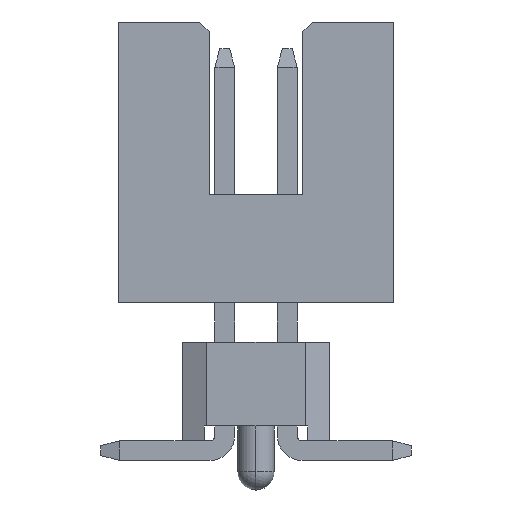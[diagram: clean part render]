
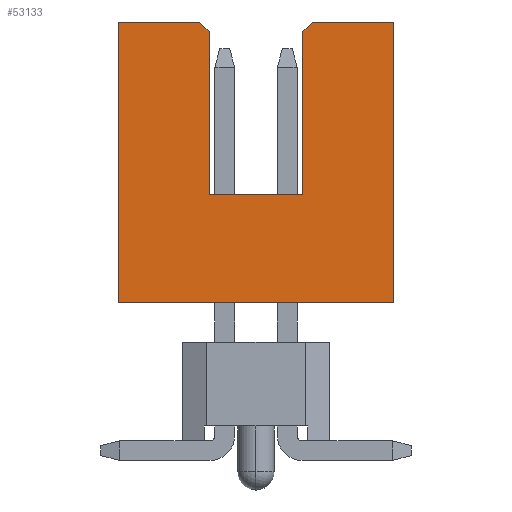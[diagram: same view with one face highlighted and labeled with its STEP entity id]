
A CAD part, left-side view. The second image highlights one B-rep face of the part: STEP entity #53133.
In plain terms, the highlighted planar face has unit normal (-1, 0, 0).
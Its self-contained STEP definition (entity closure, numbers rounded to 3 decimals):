
#762 = EDGE_CURVE ( 'NONE', #36555, #2406, #53606, .T. ) ;
#1949 = VERTEX_POINT ( 'NONE', #43771 ) ;
#2406 = VERTEX_POINT ( 'NONE', #40248 ) ;
#2432 = LINE ( 'NONE', #42078, #33328 ) ;
#3054 = LINE ( 'NONE', #17242, #29620 ) ;
#3230 = VECTOR ( 'NONE', #20681, 1000. ) ;
#5570 = ORIENTED_EDGE ( 'NONE', *, *, #53306, .T. ) ;
#6162 = EDGE_CURVE ( 'NONE', #27769, #8839, #49277, .T. ) ;
#6550 = VECTOR ( 'NONE', #48677, 1000. ) ;
#7516 = VECTOR ( 'NONE', #16100, 1000. ) ;
#7778 = VERTEX_POINT ( 'NONE', #47828 ) ;
#7804 = CARTESIAN_POINT ( 'NONE',  ( -2.77, -2.8, 5.7 ) ) ;
#8657 = EDGE_CURVE ( 'NONE', #27319, #57336, #31537, .T. ) ;
#8839 = VERTEX_POINT ( 'NONE', #34585 ) ;
#10498 = ORIENTED_EDGE ( 'NONE', *, *, #6162, .T. ) ;
#10564 = LINE ( 'NONE', #25628, #7516 ) ;
#11897 = CARTESIAN_POINT ( 'NONE',  ( -2.77, -2.8, 5.7 ) ) ;
#12202 = FACE_OUTER_BOUND ( 'NONE', #25686, .T. ) ;
#15017 = EDGE_CURVE ( 'NONE', #27319, #7778, #10564, .T. ) ;
#15320 = CARTESIAN_POINT ( 'NONE',  ( -2.77, -1.15, 5.7 ) ) ;
#16100 = DIRECTION ( 'NONE',  ( 0., 0.707, -0.707 ) ) ;
#17129 = DIRECTION ( 'NONE',  ( 1., 0., 0. ) ) ;
#17242 = CARTESIAN_POINT ( 'NONE',  ( -2.77, -2.8, 0. ) ) ;
#18358 = DIRECTION ( 'NONE',  ( 0., -1., 0. ) ) ;
#18395 = ORIENTED_EDGE ( 'NONE', *, *, #45863, .T. ) ;
#19872 = CARTESIAN_POINT ( 'NONE',  ( -2.77, -2.8, 5.7 ) ) ;
#20562 = DIRECTION ( 'NONE',  ( 0., 0., -1. ) ) ;
#20681 = DIRECTION ( 'NONE',  ( 0., 0., -1. ) ) ;
#21272 = LINE ( 'NONE', #58864, #3230 ) ;
#25628 = CARTESIAN_POINT ( 'NONE',  ( -2.77, -1.15, 5.7 ) ) ;
#25686 = EDGE_LOOP ( 'NONE', ( #58286, #51350, #48276, #10498, #18395, #58020, #60310, #35123, #5570, #56605 ) ) ;
#26461 = DIRECTION ( 'NONE',  ( 0., 0., -1. ) ) ;
#26719 = DIRECTION ( 'NONE',  ( 0., 1., 0. ) ) ;
#27319 = VERTEX_POINT ( 'NONE', #15320 ) ;
#27769 = VERTEX_POINT ( 'NONE', #44754 ) ;
#27790 = LINE ( 'NONE', #56106, #28750 ) ;
#28154 = EDGE_CURVE ( 'NONE', #58493, #1949, #60005, .T. ) ;
#28750 = VECTOR ( 'NONE', #46556, 1000. ) ;
#29620 = VECTOR ( 'NONE', #59762, 1000. ) ;
#30859 = VECTOR ( 'NONE', #26719, 1000. ) ;
#31537 = LINE ( 'NONE', #7804, #43714 ) ;
#31611 = LINE ( 'NONE', #42073, #45081 ) ;
#33328 = VECTOR ( 'NONE', #18358, 1000. ) ;
#34585 = CARTESIAN_POINT ( 'NONE',  ( -2.77, 2.8, 0. ) ) ;
#35123 = ORIENTED_EDGE ( 'NONE', *, *, #15017, .T. ) ;
#35287 = AXIS2_PLACEMENT_3D ( 'NONE', #11897, #17129, #20562 ) ;
#35716 = CARTESIAN_POINT ( 'NONE',  ( -2.77, -2.8, 0. ) ) ;
#36222 = DIRECTION ( 'NONE',  ( 0., 0., -1. ) ) ;
#36555 = VERTEX_POINT ( 'NONE', #41457 ) ;
#37098 = EDGE_CURVE ( 'NONE', #1949, #36555, #27790, .T. ) ;
#38375 = EDGE_CURVE ( 'NONE', #57336, #44183, #21272, .T. ) ;
#40248 = CARTESIAN_POINT ( 'NONE',  ( -2.77, 1.15, 5.7 ) ) ;
#41457 = CARTESIAN_POINT ( 'NONE',  ( -2.77, 0.95, 5.5 ) ) ;
#42073 = CARTESIAN_POINT ( 'NONE',  ( -2.77, -0.95, 5.7 ) ) ;
#42078 = CARTESIAN_POINT ( 'NONE',  ( -2.77, -2.8, 5.7 ) ) ;
#43714 = VECTOR ( 'NONE', #59272, 1000. ) ;
#43771 = CARTESIAN_POINT ( 'NONE',  ( -2.77, 0.95, 2.2 ) ) ;
#44183 = VERTEX_POINT ( 'NONE', #35716 ) ;
#44754 = CARTESIAN_POINT ( 'NONE',  ( -2.77, 2.8, 5.7 ) ) ;
#45081 = VECTOR ( 'NONE', #36222, 1000. ) ;
#45863 = EDGE_CURVE ( 'NONE', #8839, #44183, #3054, .T. ) ;
#45927 = VECTOR ( 'NONE', #26461, 1000. ) ;
#46556 = DIRECTION ( 'NONE',  ( 0., 0., 1. ) ) ;
#47828 = CARTESIAN_POINT ( 'NONE',  ( -2.77, -0.95, 5.5 ) ) ;
#48276 = ORIENTED_EDGE ( 'NONE', *, *, #54512, .F. ) ;
#48677 = DIRECTION ( 'NONE',  ( 0., 0.707, 0.707 ) ) ;
#49277 = LINE ( 'NONE', #55105, #45927 ) ;
#50736 = CARTESIAN_POINT ( 'NONE',  ( -2.77, -2.8, 2.2 ) ) ;
#51350 = ORIENTED_EDGE ( 'NONE', *, *, #762, .T. ) ;
#53133 = ADVANCED_FACE ( 'NONE', ( #12202 ), #59341, .F. ) ;
#53306 = EDGE_CURVE ( 'NONE', #7778, #58493, #31611, .T. ) ;
#53606 = LINE ( 'NONE', #57925, #6550 ) ;
#54512 = EDGE_CURVE ( 'NONE', #27769, #2406, #2432, .T. ) ;
#55105 = CARTESIAN_POINT ( 'NONE',  ( -2.77, 2.8, 5.7 ) ) ;
#56106 = CARTESIAN_POINT ( 'NONE',  ( -2.77, 0.95, 5.7 ) ) ;
#56605 = ORIENTED_EDGE ( 'NONE', *, *, #28154, .T. ) ;
#57336 = VERTEX_POINT ( 'NONE', #19872 ) ;
#57544 = CARTESIAN_POINT ( 'NONE',  ( -2.77, -0.95, 2.2 ) ) ;
#57925 = CARTESIAN_POINT ( 'NONE',  ( -2.77, 1.15, 5.7 ) ) ;
#58020 = ORIENTED_EDGE ( 'NONE', *, *, #38375, .F. ) ;
#58286 = ORIENTED_EDGE ( 'NONE', *, *, #37098, .T. ) ;
#58493 = VERTEX_POINT ( 'NONE', #57544 ) ;
#58864 = CARTESIAN_POINT ( 'NONE',  ( -2.77, -2.8, 5.7 ) ) ;
#59272 = DIRECTION ( 'NONE',  ( 0., -1., 0. ) ) ;
#59341 = PLANE ( 'NONE',  #35287 ) ;
#59762 = DIRECTION ( 'NONE',  ( 0., -1., 0. ) ) ;
#60005 = LINE ( 'NONE', #50736, #30859 ) ;
#60310 = ORIENTED_EDGE ( 'NONE', *, *, #8657, .F. ) ;
